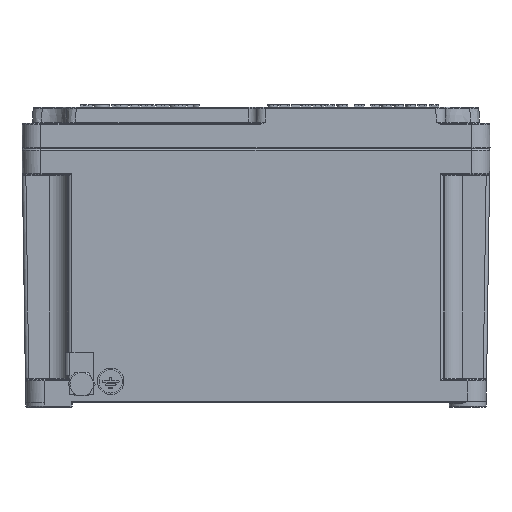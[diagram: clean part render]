
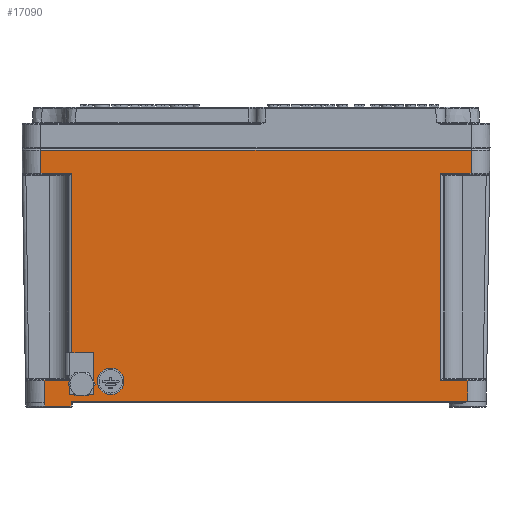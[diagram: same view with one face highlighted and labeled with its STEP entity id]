
A CAD part, left-side view. The second image highlights one B-rep face of the part: STEP entity #17090.
In plain terms, the highlighted planar face has unit normal (-1, 0, -0.015).
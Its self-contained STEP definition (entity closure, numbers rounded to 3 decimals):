
#16231=CARTESIAN_POINT('',(-99.159,74.978,10.943));
#16232=VERTEX_POINT('',#16231);
#16240=CARTESIAN_POINT('',(-99.116,74.978,7.993));
#16241=DIRECTION('',(-1.,0.,-0.015));
#16242=DIRECTION('',(0.015,0.0,-1.));
#16243=AXIS2_PLACEMENT_3D('',#16240,#16241,#16242);
#16244=ELLIPSE('',#16243,2.95,2.95);
#16245=EDGE_CURVE('',#16232,#16232,#16244,.T.);
#16375=CARTESIAN_POINT('',(-99.215,62.478,14.792));
#16376=VERTEX_POINT('',#16375);
#16377=CARTESIAN_POINT('',(-99.132,62.478,9.093));
#16378=DIRECTION('',(1.,0.,0.015));
#16379=DIRECTION('',(0.015,0.0,-1.));
#16380=AXIS2_PLACEMENT_3D('',#16377,#16378,#16379);
#16381=CIRCLE('',#16380,5.7);
#16382=EDGE_CURVE('',#16376,#16376,#16381,.T.);
#16949=CARTESIAN_POINT('',(-99.,-99.,0.0));
#16950=DIRECTION('',(-1.,0.,-0.015));
#16951=DIRECTION('',(0.0,-1.0,0.0));
#16952=AXIS2_PLACEMENT_3D('',#16949,#16950,#16951);
#16953=PLANE('',#16952);
#16954=CARTESIAN_POINT('',(-99.007,79.493,0.493));
#16955=VERTEX_POINT('',#16954);
#16956=CARTESIAN_POINT('',(-98.978,79.522,-1.507));
#16957=VERTEX_POINT('',#16956);
#16958=CARTESIAN_POINT('',(-99.007,79.493,0.493));
#16959=DIRECTION('',(0.015,0.015,-1.));
#16960=VECTOR('',#16959,2.);
#16961=LINE('',#16958,#16960);
#16962=EDGE_CURVE('',#16955,#16957,#16961,.T.);
#16963=ORIENTED_EDGE('',*,*,#16962,.F.);
#16964=CARTESIAN_POINT('',(-99.007,-91.008,0.493));
#16965=VERTEX_POINT('',#16964);
#16966=CARTESIAN_POINT('',(-99.007,79.493,0.493));
#16967=DIRECTION('',(0.0,-1.0,0.0));
#16968=VECTOR('',#16967,170.501);
#16969=LINE('',#16966,#16968);
#16970=EDGE_CURVE('',#16955,#16965,#16969,.T.);
#16971=ORIENTED_EDGE('',*,*,#16970,.T.);
#16972=CARTESIAN_POINT('',(-99.138,-91.139,9.493));
#16973=VERTEX_POINT('',#16972);
#16974=CARTESIAN_POINT('',(-99.138,-91.139,9.493));
#16975=DIRECTION('',(0.015,0.015,-1.));
#16976=VECTOR('',#16975,9.002);
#16977=LINE('',#16974,#16976);
#16978=EDGE_CURVE('',#16973,#16965,#16977,.T.);
#16979=ORIENTED_EDGE('',*,*,#16978,.F.);
#16980=CARTESIAN_POINT('',(-99.138,-79.258,9.493));
#16981=VERTEX_POINT('',#16980);
#16982=CARTESIAN_POINT('',(-99.138,-79.258,9.493));
#16983=DIRECTION('',(0.0,-1.0,0.0));
#16984=VECTOR('',#16983,11.881);
#16985=LINE('',#16982,#16984);
#16986=EDGE_CURVE('',#16981,#16973,#16985,.T.);
#16987=ORIENTED_EDGE('',*,*,#16986,.F.);
#16988=CARTESIAN_POINT('',(-100.432,-79.239,98.493));
#16989=VERTEX_POINT('',#16988);
#16990=CARTESIAN_POINT('',(-100.432,-79.239,98.493));
#16991=DIRECTION('',(0.015,0.,-1.));
#16992=VECTOR('',#16991,89.009);
#16993=LINE('',#16990,#16992);
#16994=EDGE_CURVE('',#16989,#16981,#16993,.T.);
#16995=ORIENTED_EDGE('',*,*,#16994,.F.);
#16996=CARTESIAN_POINT('',(-100.432,-92.433,98.493));
#16997=VERTEX_POINT('',#16996);
#16998=CARTESIAN_POINT('',(-100.432,-92.433,98.493));
#16999=DIRECTION('',(0.0,1.0,0.0));
#17000=VECTOR('',#16999,13.194);
#17001=LINE('',#16998,#17000);
#17002=EDGE_CURVE('',#16997,#16989,#17001,.T.);
#17003=ORIENTED_EDGE('',*,*,#17002,.F.);
#17004=CARTESIAN_POINT('',(-100.577,-92.578,108.493));
#17005=VERTEX_POINT('',#17004);
#17006=CARTESIAN_POINT('',(-100.577,-92.578,108.493));
#17007=DIRECTION('',(0.015,0.015,-1.));
#17008=VECTOR('',#17007,10.002);
#17009=LINE('',#17006,#17008);
#17010=EDGE_CURVE('',#17005,#16997,#17009,.T.);
#17011=ORIENTED_EDGE('',*,*,#17010,.F.);
#17012=CARTESIAN_POINT('',(-100.577,92.578,108.493));
#17013=VERTEX_POINT('',#17012);
#17014=CARTESIAN_POINT('',(-100.577,92.578,108.493));
#17015=DIRECTION('',(0.0,-1.0,0.0));
#17016=VECTOR('',#17015,185.157);
#17017=LINE('',#17014,#17016);
#17018=EDGE_CURVE('',#17013,#17005,#17017,.T.);
#17019=ORIENTED_EDGE('',*,*,#17018,.F.);
#17020=CARTESIAN_POINT('',(-100.432,92.433,98.493));
#17021=VERTEX_POINT('',#17020);
#17022=CARTESIAN_POINT('',(-100.432,92.433,98.493));
#17023=DIRECTION('',(-0.015,0.015,1.));
#17024=VECTOR('',#17023,10.002);
#17025=LINE('',#17022,#17024);
#17026=EDGE_CURVE('',#17021,#17013,#17025,.T.);
#17027=ORIENTED_EDGE('',*,*,#17026,.F.);
#17028=CARTESIAN_POINT('',(-100.432,79.239,98.493));
#17029=VERTEX_POINT('',#17028);
#17030=CARTESIAN_POINT('',(-100.432,79.239,98.493));
#17031=DIRECTION('',(0.0,1.0,0.0));
#17032=VECTOR('',#17031,13.194);
#17033=LINE('',#17030,#17032);
#17034=EDGE_CURVE('',#17029,#17021,#17033,.T.);
#17035=ORIENTED_EDGE('',*,*,#17034,.F.);
#17036=CARTESIAN_POINT('',(-99.138,79.258,9.493));
#17037=VERTEX_POINT('',#17036);
#17038=CARTESIAN_POINT('',(-99.138,79.258,9.493));
#17039=DIRECTION('',(-0.015,0.,1.));
#17040=VECTOR('',#17039,89.009);
#17041=LINE('',#17038,#17040);
#17042=EDGE_CURVE('',#17037,#17029,#17041,.T.);
#17043=ORIENTED_EDGE('',*,*,#17042,.F.);
#17044=CARTESIAN_POINT('',(-99.138,91.139,9.493));
#17045=VERTEX_POINT('',#17044);
#17046=CARTESIAN_POINT('',(-99.138,91.139,9.493));
#17047=DIRECTION('',(0.0,-1.0,0.0));
#17048=VECTOR('',#17047,11.881);
#17049=LINE('',#17046,#17048);
#17050=EDGE_CURVE('',#17045,#17037,#17049,.T.);
#17051=ORIENTED_EDGE('',*,*,#17050,.F.);
#17052=CARTESIAN_POINT('',(-99.0,91.001,0.0));
#17053=VERTEX_POINT('',#17052);
#17054=CARTESIAN_POINT('',(-99.,91.001,0.));
#17055=DIRECTION('',(-0.015,0.015,1.));
#17056=VECTOR('',#17055,9.495);
#17057=LINE('',#17054,#17056);
#17058=EDGE_CURVE('',#17053,#17045,#17057,.T.);
#17059=ORIENTED_EDGE('',*,*,#17058,.F.);
#17060=CARTESIAN_POINT('',(-99.,90.883,0.0));
#17061=VERTEX_POINT('',#17060);
#17062=CARTESIAN_POINT('',(-99.0,91.001,0.0));
#17063=DIRECTION('',(0.0,-1.0,0.0));
#17064=VECTOR('',#17063,0.118);
#17065=LINE('',#17062,#17064);
#17066=EDGE_CURVE('',#17053,#17061,#17065,.T.);
#17067=ORIENTED_EDGE('',*,*,#17066,.T.);
#17068=CARTESIAN_POINT('',(-98.978,90.883,-1.507));
#17069=VERTEX_POINT('',#17068);
#17070=CARTESIAN_POINT('',(-99.,90.883,0.));
#17071=DIRECTION('',(0.015,0.,-1.));
#17072=VECTOR('',#17071,1.507);
#17073=LINE('',#17070,#17072);
#17074=EDGE_CURVE('',#17061,#17069,#17073,.T.);
#17075=ORIENTED_EDGE('',*,*,#17074,.T.);
#17076=CARTESIAN_POINT('',(-98.978,79.522,-1.507));
#17077=DIRECTION('',(0.0,1.0,0.0));
#17078=VECTOR('',#17077,11.361);
#17079=LINE('',#17076,#17078);
#17080=EDGE_CURVE('',#16957,#17069,#17079,.T.);
#17081=ORIENTED_EDGE('',*,*,#17080,.F.);
#17082=EDGE_LOOP('',(#16963,#16971,#16979,#16987,#16995,#17003,#17011,#17019,#17027,#17035,#17043,#17051,#17059,#17067,#17075,#17081));
#17083=FACE_OUTER_BOUND('',#17082,.T.);
#17084=ORIENTED_EDGE('',*,*,#16245,.F.);
#17085=EDGE_LOOP('',(#17084));
#17086=FACE_BOUND('',#17085,.T.);
#17087=ORIENTED_EDGE('',*,*,#16382,.T.);
#17088=EDGE_LOOP('',(#17087));
#17089=FACE_BOUND('',#17088,.T.);
#17090=ADVANCED_FACE('',(#17083,#17086,#17089),#16953,.T.);
